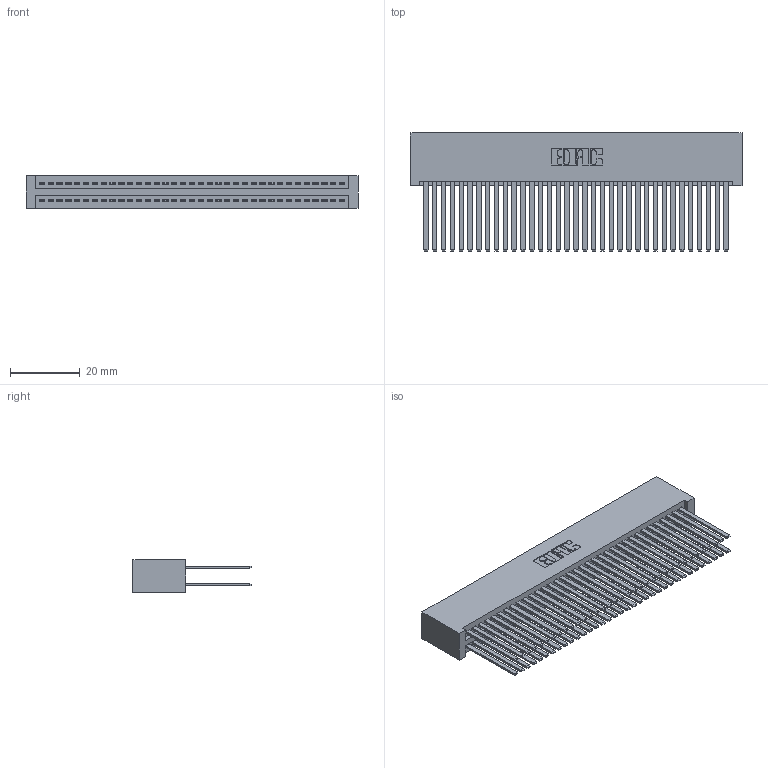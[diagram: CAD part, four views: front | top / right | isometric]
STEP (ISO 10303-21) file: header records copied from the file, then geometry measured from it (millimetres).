
FILE_DESCRIPTION (( 'STEP AP203' ), '1' );
FILE_NAME ('395-070-544-201.STEP', '2019-10-24T01:21:25', ( '' ), ( '' ), 'SwSTEP 2.0', 'SolidWorks 2016', '' );
FILE_SCHEMA (( 'CONFIG_CONTROL_DESIGN' ));
Length unit declared in the file: inch
Products named in the file (3): 345 Part_No Mounting Lugs; 345-292-001_345-293-144; 395-070-544-201
Assembly tree (71 placements, depth 2):
  395-070-544-201
    345 Part_No Mounting Lugs
    345-292-001_345-293-144  x70
Bounding box: 95.5 x 33.96 x 9.4 mm (x, y, z)
Volume: 10809.6 mm3; surface area: 19022.1 mm2
Topology: 71 solids, 71 shells, 3198 faces, 9487 edges, 6230 vertices
Faces by surface type: plane 2106, cylinder 1092
Entity records: 27943 total; most frequent: CARTESIAN_POINT 4688, ORIENTED_EDGE 4622, DIRECTION 4135, EDGE_CURVE 2311, VECTOR 2051, LINE 2051, VERTEX_POINT 1538, AXIS2_PLACEMENT_3D 1042
